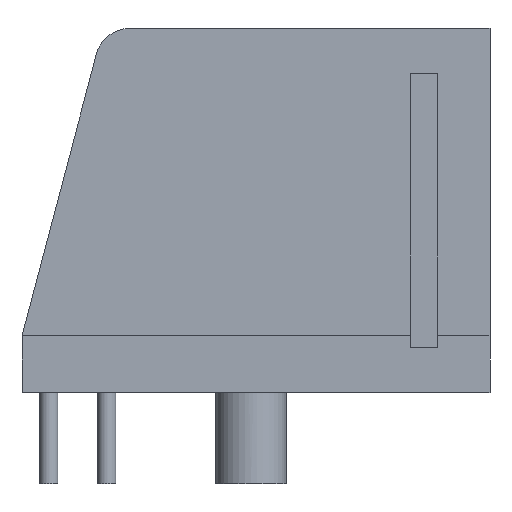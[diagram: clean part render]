
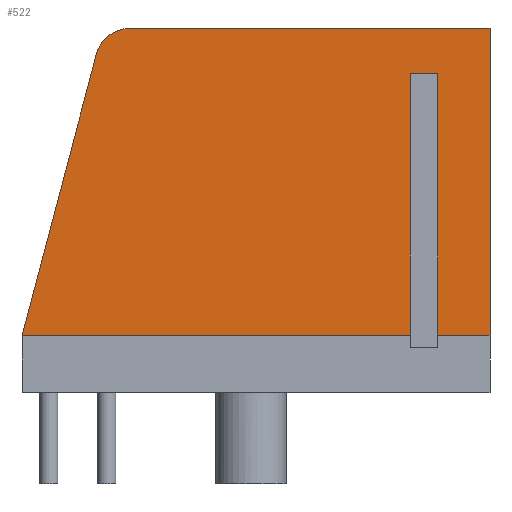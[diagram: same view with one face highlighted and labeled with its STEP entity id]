
A CAD part, left-side view. The second image highlights one B-rep face of the part: STEP entity #522.
In plain terms, the highlighted planar face has unit normal (-1, 0, 0).
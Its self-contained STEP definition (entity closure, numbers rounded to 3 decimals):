
#104 = VERTEX_POINT('',#105);
#105 = CARTESIAN_POINT('',(-6.605,-2.095,14.883));
#111 = EDGE_CURVE('',#112,#104,#114,.T.);
#112 = VERTEX_POINT('',#113);
#113 = CARTESIAN_POINT('',(-6.605,1.177,2.51));
#114 = LINE('',#115,#116);
#115 = CARTESIAN_POINT('',(-6.605,-0.296,8.082));
#116 = VECTOR('',#117,1.);
#117 = DIRECTION('',(0.,-0.256,0.967));
#135 = EDGE_CURVE('',#136,#104,#138,.T.);
#136 = VERTEX_POINT('',#137);
#137 = CARTESIAN_POINT('',(-6.605,-3.545,16.));
#138 = CIRCLE('',#139,1.5);
#139 = AXIS2_PLACEMENT_3D('',#140,#141,#142);
#140 = CARTESIAN_POINT('',(-6.605,-3.545,14.5));
#141 = DIRECTION('',(-1.,-0.,-0.));
#142 = DIRECTION('',(0.,0.,-1.));
#191 = VERTEX_POINT('',#192);
#192 = CARTESIAN_POINT('',(-6.605,-19.39,16.));
#198 = EDGE_CURVE('',#136,#191,#199,.T.);
#199 = LINE('',#200,#201);
#200 = CARTESIAN_POINT('',(-6.605,-9.105,16.));
#201 = VECTOR('',#202,1.);
#202 = DIRECTION('',(0.,-1.,0.));
#255 = VERTEX_POINT('',#256);
#256 = CARTESIAN_POINT('',(-6.605,-19.39,2.51));
#262 = EDGE_CURVE('',#191,#255,#263,.T.);
#263 = LINE('',#264,#265);
#264 = CARTESIAN_POINT('',(-6.605,-19.39,1.25));
#265 = VECTOR('',#266,1.);
#266 = DIRECTION('',(0.,0.,-1.));
#522 = ADVANCED_FACE('',(#523),#567,.F.);
#523 = FACE_BOUND('',#524,.F.);
#524 = EDGE_LOOP('',(#525,#526,#527,#535,#543,#551,#559,#565,#566));
#525 = ORIENTED_EDGE('',*,*,#198,.T.);
#526 = ORIENTED_EDGE('',*,*,#262,.T.);
#527 = ORIENTED_EDGE('',*,*,#528,.F.);
#528 = EDGE_CURVE('',#529,#255,#531,.T.);
#529 = VERTEX_POINT('',#530);
#530 = CARTESIAN_POINT('',(-6.605,-17.09,2.51));
#531 = LINE('',#532,#533);
#532 = CARTESIAN_POINT('',(-6.605,1.18,2.51));
#533 = VECTOR('',#534,1.);
#534 = DIRECTION('',(0.,-1.,0.));
#535 = ORIENTED_EDGE('',*,*,#536,.F.);
#536 = EDGE_CURVE('',#537,#529,#539,.T.);
#537 = VERTEX_POINT('',#538);
#538 = CARTESIAN_POINT('',(-6.605,-17.09,14.));
#539 = LINE('',#540,#541);
#540 = CARTESIAN_POINT('',(-6.605,-17.09,14.));
#541 = VECTOR('',#542,1.);
#542 = DIRECTION('',(0.,0.,-1.));
#543 = ORIENTED_EDGE('',*,*,#544,.F.);
#544 = EDGE_CURVE('',#545,#537,#547,.T.);
#545 = VERTEX_POINT('',#546);
#546 = CARTESIAN_POINT('',(-6.605,-15.89,14.));
#547 = LINE('',#548,#549);
#548 = CARTESIAN_POINT('',(-6.605,-15.89,14.));
#549 = VECTOR('',#550,1.);
#550 = DIRECTION('',(0.,-1.,0.));
#551 = ORIENTED_EDGE('',*,*,#552,.F.);
#552 = EDGE_CURVE('',#553,#545,#555,.T.);
#553 = VERTEX_POINT('',#554);
#554 = CARTESIAN_POINT('',(-6.605,-15.89,2.51));
#555 = LINE('',#556,#557);
#556 = CARTESIAN_POINT('',(-6.605,-15.89,2.));
#557 = VECTOR('',#558,1.);
#558 = DIRECTION('',(0.,0.,1.));
#559 = ORIENTED_EDGE('',*,*,#560,.F.);
#560 = EDGE_CURVE('',#112,#553,#561,.T.);
#561 = LINE('',#562,#563);
#562 = CARTESIAN_POINT('',(-6.605,1.18,2.51));
#563 = VECTOR('',#564,1.);
#564 = DIRECTION('',(0.,-1.,0.));
#565 = ORIENTED_EDGE('',*,*,#111,.T.);
#566 = ORIENTED_EDGE('',*,*,#135,.F.);
#567 = PLANE('',#568);
#568 = AXIS2_PLACEMENT_3D('',#569,#570,#571);
#569 = CARTESIAN_POINT('',(-6.605,1.18,0.));
#570 = DIRECTION('',(1.,0.,0.));
#571 = DIRECTION('',(0.,-1.,0.));
